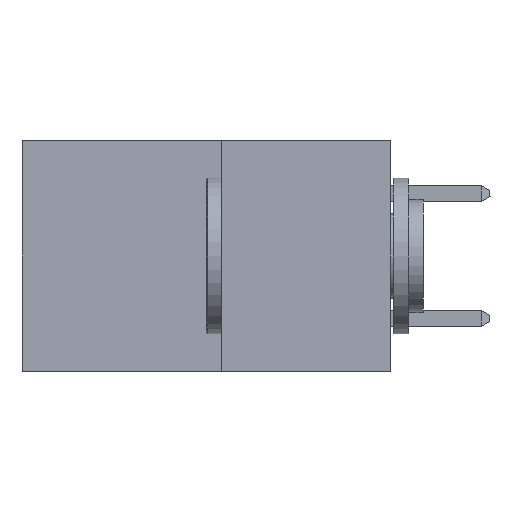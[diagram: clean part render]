
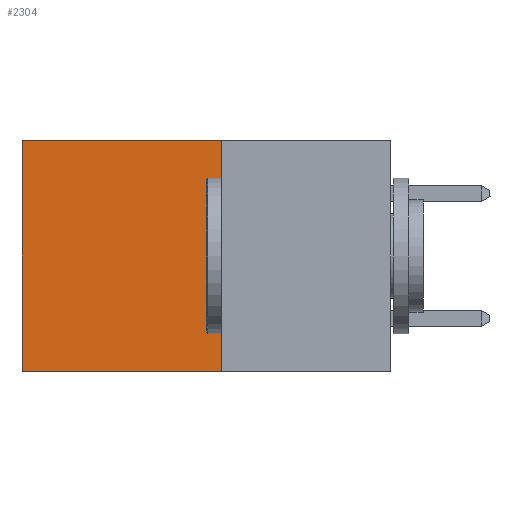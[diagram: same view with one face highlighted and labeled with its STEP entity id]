
A CAD part, left-side view. The second image highlights one B-rep face of the part: STEP entity #2304.
In plain terms, the highlighted planar face has unit normal (-1, 0, 0).
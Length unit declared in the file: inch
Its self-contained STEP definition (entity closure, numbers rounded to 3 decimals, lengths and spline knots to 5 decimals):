
#107 = ORIENTED_EDGE ( 'NONE', *, *, #3682, .F. ) ;
#142 = DIRECTION ( 'NONE',  ( 0., 0., -1. ) ) ;
#914 = DIRECTION ( 'NONE',  ( 0., 0., -1. ) ) ;
#1086 = LINE ( 'NONE', #5629, #3043 ) ;
#1099 = VECTOR ( 'NONE', #4856, 39.37008 ) ;
#1771 = EDGE_CURVE ( 'NONE', #8356, #4682, #2369, .T. ) ;
#2196 = EDGE_CURVE ( 'NONE', #4682, #6785, #7842, .T. ) ;
#2304 = ADVANCED_FACE ( 'NONE', ( #6359 ), #7952, .F. ) ;
#2369 = LINE ( 'NONE', #8120, #6185 ) ;
#3043 = VECTOR ( 'NONE', #914, 39.37008 ) ;
#3682 = EDGE_CURVE ( 'NONE', #4876, #6785, #5555, .T. ) ;
#4262 = CARTESIAN_POINT ( 'NONE',  ( 0.277, 0.27, 0. ) ) ;
#4682 = VERTEX_POINT ( 'NONE', #9294 ) ;
#4856 = DIRECTION ( 'NONE',  ( 0., 1., 0. ) ) ;
#4876 = VERTEX_POINT ( 'NONE', #8431 ) ;
#5044 = CARTESIAN_POINT ( 'NONE',  ( 0.277, 0.27, -0.37 ) ) ;
#5113 = EDGE_LOOP ( 'NONE', ( #7279, #107, #6082, #5881 ) ) ;
#5247 = AXIS2_PLACEMENT_3D ( 'NONE', #6363, #5302, #142 ) ;
#5302 = DIRECTION ( 'NONE',  ( 1., 0., 0. ) ) ;
#5555 = LINE ( 'NONE', #5044, #1099 ) ;
#5629 = CARTESIAN_POINT ( 'NONE',  ( 0.277, 0.27, -0.37 ) ) ;
#5820 = VECTOR ( 'NONE', #7942, 39.37008 ) ;
#5881 = ORIENTED_EDGE ( 'NONE', *, *, #1771, .T. ) ;
#6082 = ORIENTED_EDGE ( 'NONE', *, *, #8173, .F. ) ;
#6185 = VECTOR ( 'NONE', #7969, 39.37008 ) ;
#6359 = FACE_OUTER_BOUND ( 'NONE', #5113, .T. ) ;
#6363 = CARTESIAN_POINT ( 'NONE',  ( 0.277, 0.27, -0.37 ) ) ;
#6785 = VERTEX_POINT ( 'NONE', #6818 ) ;
#6818 = CARTESIAN_POINT ( 'NONE',  ( 0.277, 0.59, -0.37 ) ) ;
#7279 = ORIENTED_EDGE ( 'NONE', *, *, #2196, .T. ) ;
#7842 = LINE ( 'NONE', #9346, #5820 ) ;
#7942 = DIRECTION ( 'NONE',  ( 0., 0., -1. ) ) ;
#7952 = PLANE ( 'NONE',  #5247 ) ;
#7969 = DIRECTION ( 'NONE',  ( 0., 1., 0. ) ) ;
#8120 = CARTESIAN_POINT ( 'NONE',  ( 0.277, 0.27, 0. ) ) ;
#8173 = EDGE_CURVE ( 'NONE', #8356, #4876, #1086, .T. ) ;
#8356 = VERTEX_POINT ( 'NONE', #4262 ) ;
#8431 = CARTESIAN_POINT ( 'NONE',  ( 0.277, 0.27, -0.37 ) ) ;
#9294 = CARTESIAN_POINT ( 'NONE',  ( 0.277, 0.59, 0. ) ) ;
#9346 = CARTESIAN_POINT ( 'NONE',  ( 0.277, 0.59, -0.37 ) ) ;
